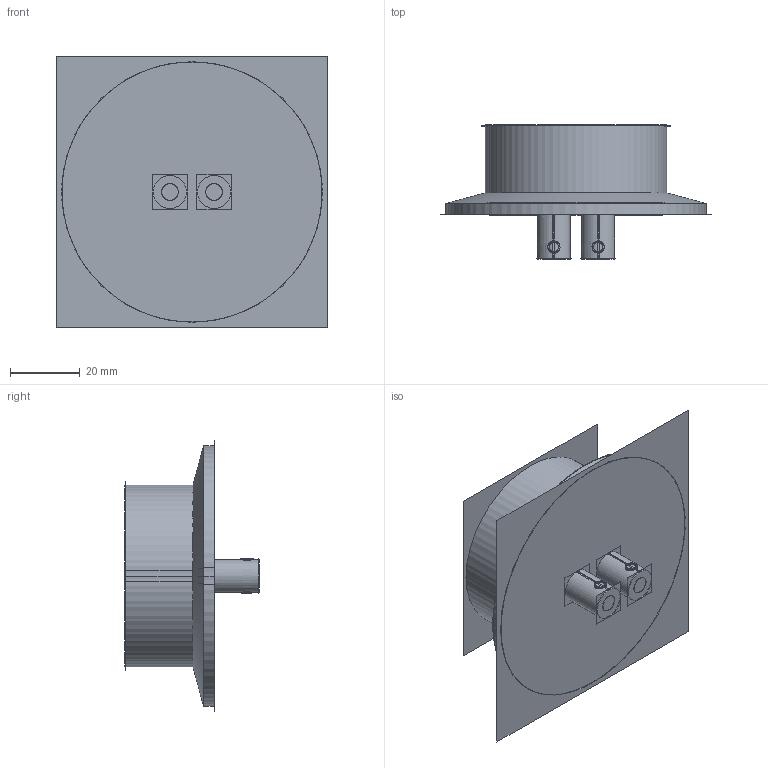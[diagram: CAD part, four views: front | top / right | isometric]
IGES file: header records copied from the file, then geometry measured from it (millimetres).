
Start section:  PTC IGES file: 193331.igs
Global section: file name: 193331.igs; native system: Creo Parametric by Parametric Technology Corporation; preprocessor: 2013230; author: pdmadmin; organization: Unknown; date: 20160211.081709; units: millimetre
Bounding box: 77.93 x 38.74 x 77.96 mm (x, y, z)
Volume: 65977.7 mm3; surface area: 84039 mm2
Topology: 7 solids, 19 shells, 312 faces, 1660 edges, 2196 vertices
Faces by surface type: revolution 212, bspline 100
